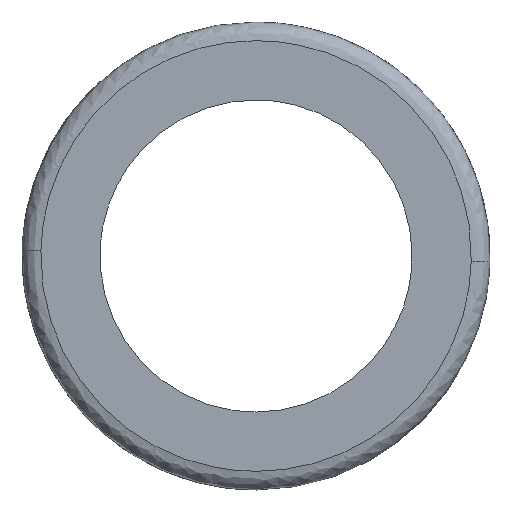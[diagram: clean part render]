
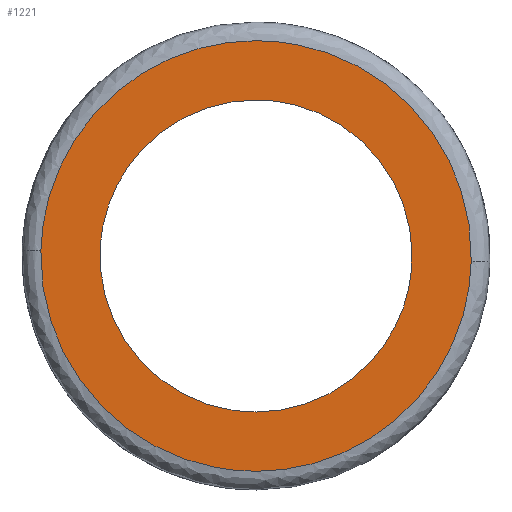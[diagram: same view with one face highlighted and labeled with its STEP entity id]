
A CAD part, front view. The second image highlights one B-rep face of the part: STEP entity #1221.
In plain terms, the highlighted free-form (B-spline) face has degree [1, 1] with [2, 2] control points.
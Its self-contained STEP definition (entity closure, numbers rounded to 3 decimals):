
#701=CARTESIAN_POINT('',(9.93,0.,-1.18));
#702=VERTEX_POINT('',#701);
#708=CARTESIAN_POINT('',(0.0,0.,10.0));
#709=VERTEX_POINT('',#708);
#710=CARTESIAN_POINT('',(9.93,0.,-1.18));
#711=CARTESIAN_POINT('',(10.,0.,-0.592));
#712=CARTESIAN_POINT('',(10.0,0.,0.));
#713=CARTESIAN_POINT('',(10.,0.,10.));
#714=CARTESIAN_POINT('',(0.0,0.,10.0));
#722=(BOUNDED_CURVE()B_SPLINE_CURVE(2,(#710,#711,#712,#713,#714),.UNSPECIFIED.,.F.,.U.)B_SPLINE_CURVE_WITH_KNOTS((3,2,3),(0.23,0.25,0.5),.UNSPECIFIED.)CURVE()GEOMETRIC_REPRESENTATION_ITEM()RATIONAL_B_SPLINE_CURVE((0.956,0.976,1.0,0.707,1.0))REPRESENTATION_ITEM(''));
#723=EDGE_CURVE('',#702,#709,#722,.T.);
#725=CARTESIAN_POINT('',(-9.981,0.,0.61));
#726=VERTEX_POINT('',#725);
#727=CARTESIAN_POINT('',(0.0,0.,10.0));
#728=CARTESIAN_POINT('',(-9.407,0.,10.0));
#729=CARTESIAN_POINT('',(-9.981,0.,0.61));
#737=(BOUNDED_CURVE()B_SPLINE_CURVE(2,(#727,#728,#729),.UNSPECIFIED.,.F.,.U.)B_SPLINE_CURVE_WITH_KNOTS((3,3),(0.5,0.739),.UNSPECIFIED.)CURVE()GEOMETRIC_REPRESENTATION_ITEM()RATIONAL_B_SPLINE_CURVE((1.0,0.72,0.976))REPRESENTATION_ITEM(''));
#738=EDGE_CURVE('',#709,#726,#737,.T.);
#812=CARTESIAN_POINT('',(0.0,0.,-10.0));
#813=VERTEX_POINT('',#812);
#814=CARTESIAN_POINT('',(-9.981,0.,0.61));
#815=CARTESIAN_POINT('',(-10.0,0.,0.306));
#816=CARTESIAN_POINT('',(-10.0,0.,0.));
#817=CARTESIAN_POINT('',(-10.,0.,-10.));
#818=CARTESIAN_POINT('',(0.0,0.,-10.0));
#826=(BOUNDED_CURVE()B_SPLINE_CURVE(2,(#814,#815,#816,#817,#818),.UNSPECIFIED.,.F.,.U.)B_SPLINE_CURVE_WITH_KNOTS((3,2,3),(0.739,0.75,1.0),.UNSPECIFIED.)CURVE()GEOMETRIC_REPRESENTATION_ITEM()RATIONAL_B_SPLINE_CURVE((0.976,0.988,1.0,0.707,1.0))REPRESENTATION_ITEM(''));
#827=EDGE_CURVE('',#726,#813,#826,.T.);
#829=CARTESIAN_POINT('',(0.0,0.,-10.0));
#830=CARTESIAN_POINT('',(8.882,0.,-10.));
#831=CARTESIAN_POINT('',(9.93,0.,-1.18));
#839=(BOUNDED_CURVE()B_SPLINE_CURVE(2,(#829,#830,#831),.UNSPECIFIED.,.F.,.U.)B_SPLINE_CURVE_WITH_KNOTS((3,3),(0.0,0.23),.UNSPECIFIED.)CURVE()GEOMETRIC_REPRESENTATION_ITEM()RATIONAL_B_SPLINE_CURVE((1.0,0.731,0.956))REPRESENTATION_ITEM(''));
#840=EDGE_CURVE('',#813,#702,#839,.T.);
#1026=CARTESIAN_POINT('',(13.796,0.,-0.347));
#1027=VERTEX_POINT('',#1026);
#1041=CARTESIAN_POINT('',(0.0,0.,-13.8));
#1042=VERTEX_POINT('',#1041);
#1043=CARTESIAN_POINT('',(0.0,0.,-13.8));
#1044=CARTESIAN_POINT('',(13.457,0.,-13.8));
#1045=CARTESIAN_POINT('',(13.796,0.,-0.347));
#1053=(BOUNDED_CURVE()B_SPLINE_CURVE(2,(#1043,#1044,#1045),.UNSPECIFIED.,.F.,.U.)B_SPLINE_CURVE_WITH_KNOTS((3,3),(0.0,0.246),.UNSPECIFIED.)CURVE()GEOMETRIC_REPRESENTATION_ITEM()RATIONAL_B_SPLINE_CURVE((1.0,0.712,0.99))REPRESENTATION_ITEM(''));
#1054=EDGE_CURVE('',#1042,#1027,#1053,.T.);
#1056=CARTESIAN_POINT('',(-13.796,0.,0.347));
#1057=VERTEX_POINT('',#1056);
#1058=CARTESIAN_POINT('',(-13.796,0.,0.347));
#1059=CARTESIAN_POINT('',(-13.8,0.,0.173));
#1060=CARTESIAN_POINT('',(-13.8,0.,0.));
#1061=CARTESIAN_POINT('',(-13.8,0.,-13.8));
#1062=CARTESIAN_POINT('',(0.0,0.,-13.8));
#1070=(BOUNDED_CURVE()B_SPLINE_CURVE(2,(#1058,#1059,#1060,#1061,#1062),.UNSPECIFIED.,.F.,.U.)B_SPLINE_CURVE_WITH_KNOTS((3,2,3),(0.746,0.75,1.0),.UNSPECIFIED.)CURVE()GEOMETRIC_REPRESENTATION_ITEM()RATIONAL_B_SPLINE_CURVE((0.99,0.995,1.0,0.707,1.0))REPRESENTATION_ITEM(''));
#1071=EDGE_CURVE('',#1057,#1042,#1070,.T.);
#1115=CARTESIAN_POINT('',(0.0,0.,13.8));
#1116=VERTEX_POINT('',#1115);
#1117=CARTESIAN_POINT('',(0.0,0.,13.8));
#1118=CARTESIAN_POINT('',(-13.457,0.,13.8));
#1119=CARTESIAN_POINT('',(-13.796,0.,0.347));
#1127=(BOUNDED_CURVE()B_SPLINE_CURVE(2,(#1117,#1118,#1119),.UNSPECIFIED.,.F.,.U.)B_SPLINE_CURVE_WITH_KNOTS((3,3),(0.5,0.746),.UNSPECIFIED.)CURVE()GEOMETRIC_REPRESENTATION_ITEM()RATIONAL_B_SPLINE_CURVE((1.0,0.712,0.99))REPRESENTATION_ITEM(''));
#1128=EDGE_CURVE('',#1116,#1057,#1127,.T.);
#1130=CARTESIAN_POINT('',(13.796,0.,-0.347));
#1131=CARTESIAN_POINT('',(13.8,0.,-0.173));
#1132=CARTESIAN_POINT('',(13.8,0.,0.));
#1133=CARTESIAN_POINT('',(13.8,0.,13.8));
#1134=CARTESIAN_POINT('',(0.0,0.,13.8));
#1142=(BOUNDED_CURVE()B_SPLINE_CURVE(2,(#1130,#1131,#1132,#1133,#1134),.UNSPECIFIED.,.F.,.U.)B_SPLINE_CURVE_WITH_KNOTS((3,2,3),(0.246,0.25,0.5),.UNSPECIFIED.)CURVE()GEOMETRIC_REPRESENTATION_ITEM()RATIONAL_B_SPLINE_CURVE((0.99,0.995,1.0,0.707,1.0))REPRESENTATION_ITEM(''));
#1143=EDGE_CURVE('',#1027,#1116,#1142,.T.);
#1204=CARTESIAN_POINT('',(-15.174,0.,-15.179));
#1205=CARTESIAN_POINT('',(-15.174,0.,15.179));
#1206=CARTESIAN_POINT('',(15.174,0.,-15.179));
#1207=CARTESIAN_POINT('',(15.174,0.,15.179));
#1208=B_SPLINE_SURFACE_WITH_KNOTS('',1,1,((#1204,#1206),(#1205,#1207)),.UNSPECIFIED.,.F.,.F.,.U.,(2,2),(2,2),(0.0,30.357),(0.0,30.348),.UNSPECIFIED.);
#1209=ORIENTED_EDGE('',*,*,#1054,.T.);
#1210=ORIENTED_EDGE('',*,*,#1143,.T.);
#1211=ORIENTED_EDGE('',*,*,#1128,.T.);
#1212=ORIENTED_EDGE('',*,*,#1071,.T.);
#1213=EDGE_LOOP('',(#1209,#1210,#1211,#1212));
#1214=FACE_OUTER_BOUND('',#1213,.T.);
#1215=ORIENTED_EDGE('',*,*,#738,.F.);
#1216=ORIENTED_EDGE('',*,*,#723,.F.);
#1217=ORIENTED_EDGE('',*,*,#840,.F.);
#1218=ORIENTED_EDGE('',*,*,#827,.F.);
#1219=EDGE_LOOP('',(#1215,#1216,#1217,#1218));
#1220=FACE_BOUND('',#1219,.T.);
#1221=ADVANCED_FACE('',(#1214,#1220),#1208,.F.);
